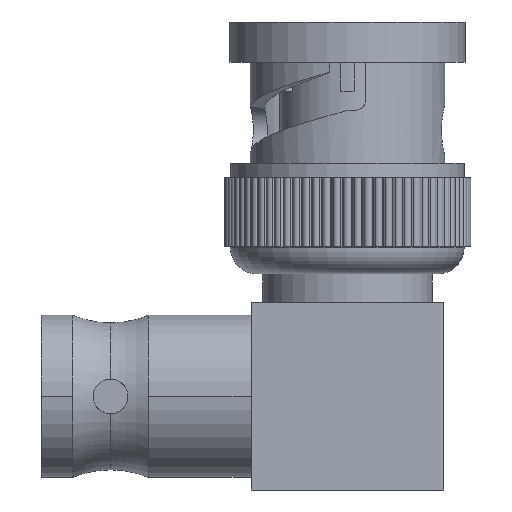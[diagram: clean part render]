
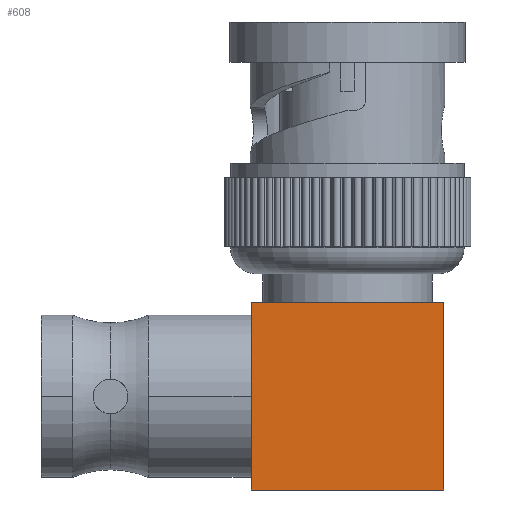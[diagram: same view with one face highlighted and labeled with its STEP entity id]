
A CAD part, front view. The second image highlights one B-rep face of the part: STEP entity #608.
In plain terms, the highlighted planar face has unit normal (0, -1, 0).
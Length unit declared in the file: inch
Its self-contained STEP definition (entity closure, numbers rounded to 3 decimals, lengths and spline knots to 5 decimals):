
#16 = VERTEX_POINT ( 'NONE', #4932 ) ;
#313 = CARTESIAN_POINT ( 'NONE',  ( 0.2225, -0.2165, -1.082 ) ) ;
#608 = ADVANCED_FACE ( 'NONE', ( #4432 ), #8530, .F. ) ;
#699 = VERTEX_POINT ( 'NONE', #5022 ) ;
#927 = LINE ( 'NONE', #13256, #3416 ) ;
#1190 = CARTESIAN_POINT ( 'NONE',  ( -0.2225, -0.2165, -0.649 ) ) ;
#2071 = DIRECTION ( 'NONE',  ( 0., 0., 1. ) ) ;
#2392 = LINE ( 'NONE', #6699, #6311 ) ;
#3070 = EDGE_CURVE ( 'NONE', #699, #4749, #7060, .T. ) ;
#3416 = VECTOR ( 'NONE', #2071, 39.37008 ) ;
#4432 = FACE_OUTER_BOUND ( 'NONE', #7442, .T. ) ;
#4562 = EDGE_CURVE ( 'NONE', #16, #4749, #6648, .T. ) ;
#4593 = VECTOR ( 'NONE', #5656, 39.37008 ) ;
#4749 = VERTEX_POINT ( 'NONE', #1190 ) ;
#4932 = CARTESIAN_POINT ( 'NONE',  ( -0.2225, -0.2165, -1.082 ) ) ;
#5022 = CARTESIAN_POINT ( 'NONE',  ( 0.2225, -0.2165, -0.649 ) ) ;
#5178 = AXIS2_PLACEMENT_3D ( 'NONE', #12576, #5578, #5448 ) ;
#5448 = DIRECTION ( 'NONE',  ( -1., 0., 0. ) ) ;
#5578 = DIRECTION ( 'NONE',  ( 0., 1., 0. ) ) ;
#5656 = DIRECTION ( 'NONE',  ( 0., 0., 1. ) ) ;
#5933 = CARTESIAN_POINT ( 'NONE',  ( -0.2225, -0.2165, -0.649 ) ) ;
#6311 = VECTOR ( 'NONE', #7581, 39.37008 ) ;
#6380 = EDGE_CURVE ( 'NONE', #7673, #16, #2392, .T. ) ;
#6648 = LINE ( 'NONE', #7530, #4593 ) ;
#6699 = CARTESIAN_POINT ( 'NONE',  ( -0.2225, -0.2165, -1.082 ) ) ;
#7060 = LINE ( 'NONE', #5933, #7488 ) ;
#7442 = EDGE_LOOP ( 'NONE', ( #10841, #13028, #13290, #11410 ) ) ;
#7488 = VECTOR ( 'NONE', #10968, 39.37008 ) ;
#7530 = CARTESIAN_POINT ( 'NONE',  ( -0.2225, -0.2165, -1.082 ) ) ;
#7581 = DIRECTION ( 'NONE',  ( -1., 0., 0. ) ) ;
#7673 = VERTEX_POINT ( 'NONE', #313 ) ;
#8530 = PLANE ( 'NONE',  #5178 ) ;
#10841 = ORIENTED_EDGE ( 'NONE', *, *, #3070, .T. ) ;
#10968 = DIRECTION ( 'NONE',  ( -1., 0., 0. ) ) ;
#11410 = ORIENTED_EDGE ( 'NONE', *, *, #12614, .T. ) ;
#12576 = CARTESIAN_POINT ( 'NONE',  ( -0.2225, -0.2165, -1.082 ) ) ;
#12614 = EDGE_CURVE ( 'NONE', #7673, #699, #927, .T. ) ;
#13028 = ORIENTED_EDGE ( 'NONE', *, *, #4562, .F. ) ;
#13256 = CARTESIAN_POINT ( 'NONE',  ( 0.2225, -0.2165, -1.082 ) ) ;
#13290 = ORIENTED_EDGE ( 'NONE', *, *, #6380, .F. ) ;
